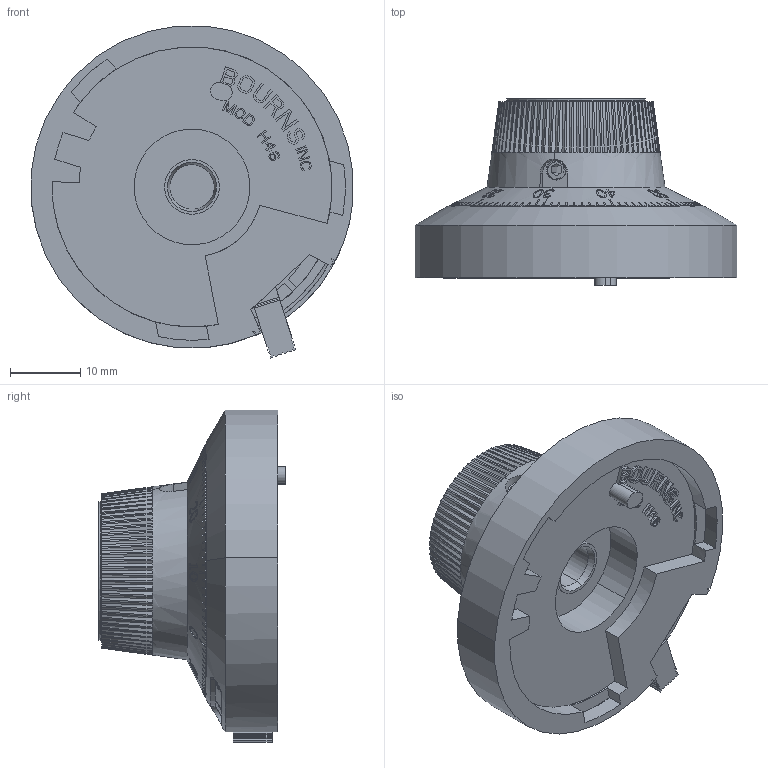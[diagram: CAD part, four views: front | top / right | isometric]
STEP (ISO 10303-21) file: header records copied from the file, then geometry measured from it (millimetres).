
FILE_DESCRIPTION((''),'2;1');
FILE_NAME('H-46-6M','2017-05-10T',('RICKB'),('Bourns, Inc.'),'CREO PARAMETRIC BY PTC INC, 2016130','CREO PARAMETRIC BY PTC INC, 2016130','');
FILE_SCHEMA(('CONFIG_CONTROL_DESIGN'));
Length unit declared in the file: millimetre
Products named in the file (1): H-46-6M
Bounding box: 45.85 x 26.62 x 47.3 mm (x, y, z)
Volume: 14670.4 mm3; surface area: 15393.3 mm2
Topology: 1 solids, 3 shells, 2681 faces, 7580 edges, 5019 vertices
Faces by surface type: plane 1469, extrusion 705, cylinder 268, bspline 152, cone 83, torus 2, sphere 2
Entity records: 101665 total; most frequent: CARTESIAN_POINT 36658, ORIENTED_EDGE 15152, DIRECTION 10321, EDGE_CURVE 7578, VERTEX_POINT 5019, VECTOR 4919, LINE 4214, B_SPLINE_CURVE_WITH_KNOTS 3193
